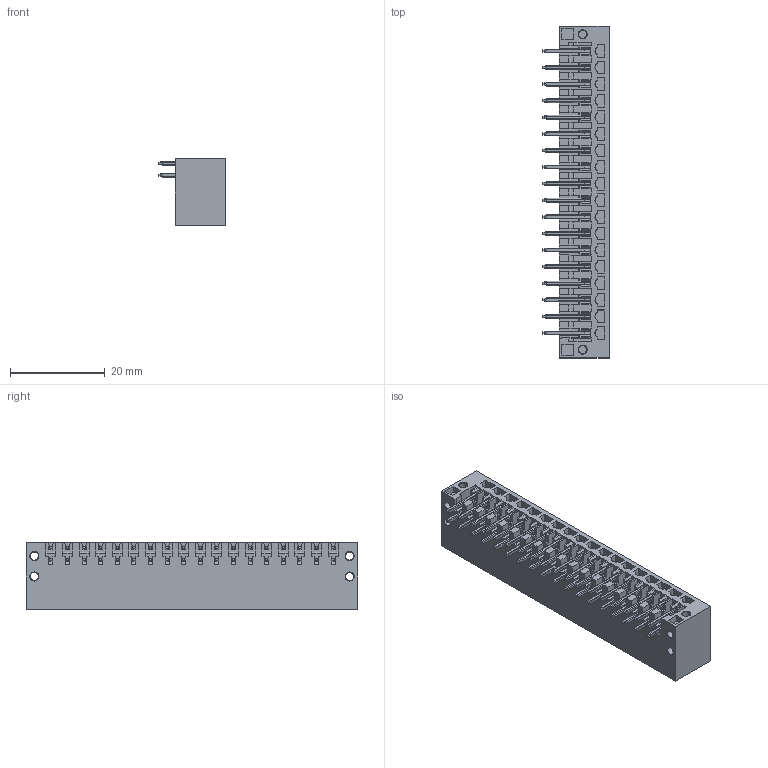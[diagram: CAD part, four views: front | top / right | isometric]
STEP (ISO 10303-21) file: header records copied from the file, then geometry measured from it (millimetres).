
FILE_DESCRIPTION( ('This file contains a STEP AP42 implementation' ,'as created by ZW3D STEP Interface translator.') ,'2;1' );
FILE_NAME( 'WJ15EDGRHSM-3.5-2x18P-13-00A.stp' ,'22 8 2.151149', (''), ('ZWCAD Software Co.'), 'Version 1.0', 'ZW3D to STEP translator', '' );
FILE_SCHEMA(('AUTOMOTIVE_DESIGN'));
Length unit declared in the file: millimetre
Products named in the file (2): 0; WJ15EDGRHSM-3.5-2X10P
Bounding box: 14 x 70 x 14.1 mm (x, y, z)
Volume: 4590.9 mm3; surface area: 9937.5 mm2
Topology: 1 solids, 1 shells, 4016 faces, 11250 edges, 6973 vertices
Faces by surface type: bspline 4016
Entity records: 133864 total; most frequent: CARTESIAN_POINT 64467, ORIENTED_EDGE 22516, EDGE_CURVE 11258, B_SPLINE_CURVE_WITH_KNOTS 9343, VERTEX_POINT 6981, EDGE_LOOP 4125, FACE_OUTER_BOUND 4016, ADVANCED_FACE 4016
